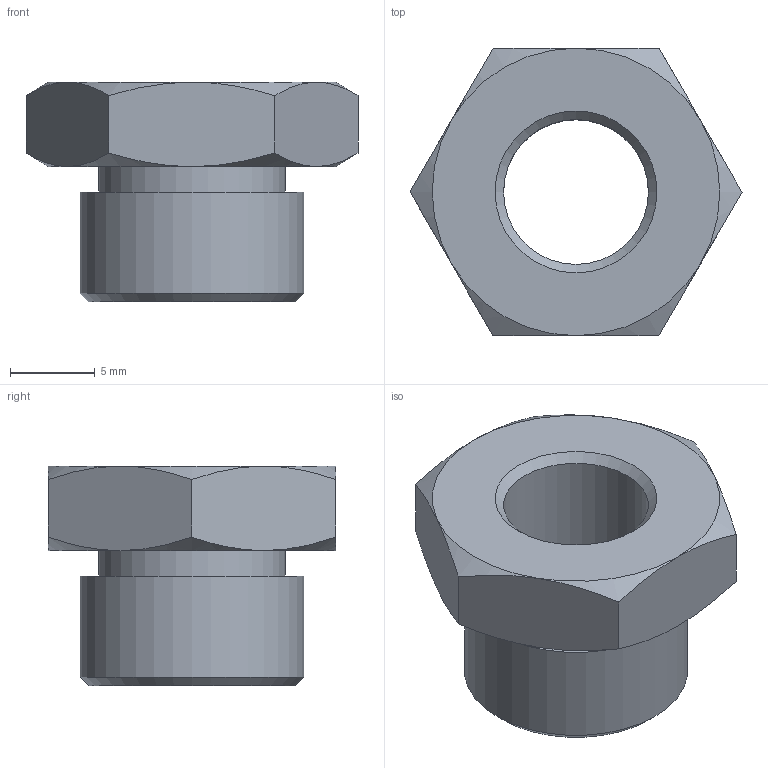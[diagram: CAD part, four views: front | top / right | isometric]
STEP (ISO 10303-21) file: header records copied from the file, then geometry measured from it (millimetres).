
FILE_DESCRIPTION(/* description */ (''),/* implementation_level */ '2;1');
FILE_NAME(/* name */ 'evfkkitred.stp',/* time_stamp */ '2020-04-29T09:11:27+02:00',/* author */ ('nebuc'),/* organization */ (''),/* preprocessor_version */ 'ST-DEVELOPER v17',/* originating_system */ 'Autodesk Inventor 2019',/* authorisation */ '');
FILE_SCHEMA (('AUTOMOTIVE_DESIGN { 1 0 10303 214 3 1 1 }'));
Length unit declared in the file: millimetre
Products named in the file (1): evfkkitred
Bounding box: 19.63 x 17.01 x 13 mm (x, y, z)
Volume: 1511 mm3; surface area: 1382.7 mm2
Topology: 1 solids, 1 shells, 28 faces, 58 edges, 34 vertices
Faces by surface type: cone 15, plane 10, cylinder 3
Full cylindrical faces by diameter (mm): 8.566 x1, 11 x1, 13.2 x1
Entity records: 793 total; most frequent: CARTESIAN_POINT 169, ORIENTED_EDGE 116, DIRECTION 114, EDGE_CURVE 58, AXIS2_PLACEMENT_3D 51, VERTEX_POINT 34, EDGE_LOOP 32, STYLED_ITEM 29
